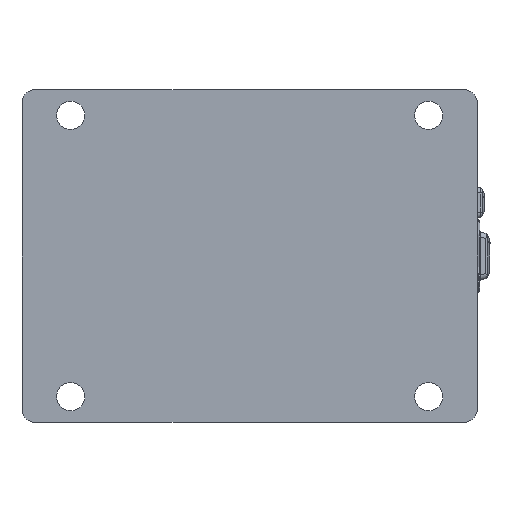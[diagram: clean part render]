
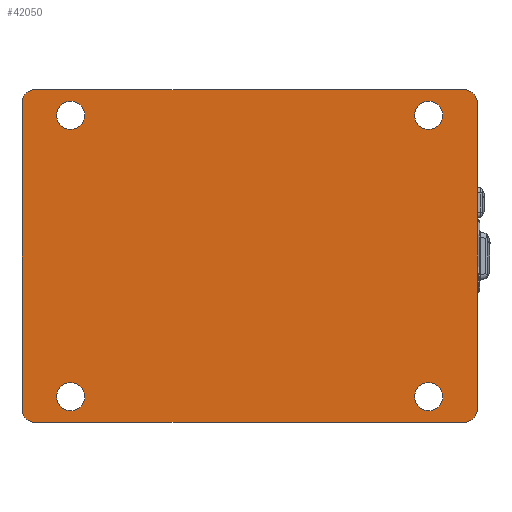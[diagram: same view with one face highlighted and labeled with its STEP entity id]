
A CAD part, front view. The second image highlights one B-rep face of the part: STEP entity #42050.
In plain terms, the highlighted planar face has unit normal (0, -1, 0).
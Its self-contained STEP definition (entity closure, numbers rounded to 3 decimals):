
#459 = ORIENTED_EDGE ( 'NONE', *, *, #60603, .T. ) ;
#574 = ORIENTED_EDGE ( 'NONE', *, *, #60646, .T. ) ;
#754 = DIRECTION ( 'NONE',  ( 0., 0., -1. ) ) ;
#768 = CIRCLE ( 'NONE', #18502, 5. ) ;
#1007 = VERTEX_POINT ( 'NONE', #25876 ) ;
#2184 = CIRCLE ( 'NONE', #48003, 5.5 ) ;
#2463 = CARTESIAN_POINT ( 'NONE',  ( -55., -100., 113.5 ) ) ;
#3577 = DIRECTION ( 'NONE',  ( -1., 0., 0. ) ) ;
#3716 = AXIS2_PLACEMENT_3D ( 'NONE', #12031, #31904, #32234 ) ;
#3756 = VECTOR ( 'NONE', #56756, 1000. ) ;
#4121 = DIRECTION ( 'NONE',  ( 0., -1., 0. ) ) ;
#4994 = VERTEX_POINT ( 'NONE', #38320 ) ;
#5315 = CARTESIAN_POINT ( 'NONE',  ( -55., -100., 119. ) ) ;
#5929 = AXIS2_PLACEMENT_3D ( 'NONE', #29753, #30395, #45703 ) ;
#5938 = CARTESIAN_POINT ( 'NONE',  ( -60., -100., -35.01 ) ) ;
#6267 = CARTESIAN_POINT ( 'NONE',  ( 65., -100., 133.01 ) ) ;
#7083 = VERTEX_POINT ( 'NONE', #43704 ) ;
#7271 = CARTESIAN_POINT ( 'NONE',  ( -55., -100., 124.5 ) ) ;
#7568 = LINE ( 'NONE', #61326, #3756 ) ;
#8015 = AXIS2_PLACEMENT_3D ( 'NONE', #21760, #56598, #31843 ) ;
#8144 = ORIENTED_EDGE ( 'NONE', *, *, #43107, .T. ) ;
#8171 = CARTESIAN_POINT ( 'NONE',  ( -60., -100., 138.01 ) ) ;
#8552 = DIRECTION ( 'NONE',  ( 0., -1., 0. ) ) ;
#8827 = CARTESIAN_POINT ( 'NONE',  ( 65., -100., -35.01 ) ) ;
#9220 = CIRCLE ( 'NONE', #56027, 5.5 ) ;
#10224 = CARTESIAN_POINT ( 'NONE',  ( 60., -100., 133.01 ) ) ;
#12031 = CARTESIAN_POINT ( 'NONE',  ( 0., -100., 0. ) ) ;
#12068 = CIRCLE ( 'NONE', #48485, 5.5 ) ;
#12282 = DIRECTION ( 'NONE',  ( 0., 0., -1. ) ) ;
#12354 = FACE_BOUND ( 'NONE', #36199, .T. ) ;
#12520 = CARTESIAN_POINT ( 'NONE',  ( -65., -100., -35.01 ) ) ;
#12591 = CIRCLE ( 'NONE', #34449, 5. ) ;
#12684 = FACE_OUTER_BOUND ( 'NONE', #35149, .T. ) ;
#13260 = CIRCLE ( 'NONE', #14329, 5.5 ) ;
#14329 = AXIS2_PLACEMENT_3D ( 'NONE', #5315, #20296, #45375 ) ;
#14375 = EDGE_CURVE ( 'NONE', #4994, #7083, #62534, .T. ) ;
#14400 = VECTOR ( 'NONE', #3577, 1000. ) ;
#14897 = EDGE_LOOP ( 'NONE', ( #32894, #29906 ) ) ;
#14914 = EDGE_CURVE ( 'NONE', #1007, #26078, #51767, .T. ) ;
#15104 = VERTEX_POINT ( 'NONE', #53397 ) ;
#15527 = EDGE_LOOP ( 'NONE', ( #30719, #62441 ) ) ;
#15960 = LINE ( 'NONE', #42038, #24030 ) ;
#16483 = CARTESIAN_POINT ( 'NONE',  ( 60., -100., 138.01 ) ) ;
#17025 = CIRCLE ( 'NONE', #61750, 5. ) ;
#17029 = EDGE_CURVE ( 'NONE', #25793, #59521, #52148, .T. ) ;
#18502 = AXIS2_PLACEMENT_3D ( 'NONE', #19439, #4121, #58527 ) ;
#19369 = EDGE_CURVE ( 'NONE', #7083, #4994, #9220, .T. ) ;
#19395 = VERTEX_POINT ( 'NONE', #2463 ) ;
#19439 = CARTESIAN_POINT ( 'NONE',  ( -60., -100., 133.01 ) ) ;
#19873 = VERTEX_POINT ( 'NONE', #42797 ) ;
#20296 = DIRECTION ( 'NONE',  ( 0., -1., 0. ) ) ;
#20941 = DIRECTION ( 'NONE',  ( 0., -1., 0. ) ) ;
#21065 = DIRECTION ( 'NONE',  ( 0., -1., 0. ) ) ;
#21760 = CARTESIAN_POINT ( 'NONE',  ( 60., -100., -35.01 ) ) ;
#22718 = DIRECTION ( 'NONE',  ( 0., 0., -1. ) ) ;
#22789 = DIRECTION ( 'NONE',  ( 0., 0., -1. ) ) ;
#22928 = ORIENTED_EDGE ( 'NONE', *, *, #19369, .F. ) ;
#23534 = CARTESIAN_POINT ( 'NONE',  ( -55., -100., -21. ) ) ;
#24030 = VECTOR ( 'NONE', #61871, 1000. ) ;
#24897 = DIRECTION ( 'NONE',  ( 0., -1., 0. ) ) ;
#25793 = VERTEX_POINT ( 'NONE', #16483 ) ;
#25876 = CARTESIAN_POINT ( 'NONE',  ( 55., -100., 113.5 ) ) ;
#26078 = VERTEX_POINT ( 'NONE', #53275 ) ;
#26956 = DIRECTION ( 'NONE',  ( 0., -1., 0. ) ) ;
#27233 = DIRECTION ( 'NONE',  ( 0., -1., 0. ) ) ;
#27863 = DIRECTION ( 'NONE',  ( 0., 0., -1. ) ) ;
#27927 = CARTESIAN_POINT ( 'NONE',  ( -55., -100., 119. ) ) ;
#28860 = EDGE_CURVE ( 'NONE', #19873, #15104, #7568, .T. ) ;
#28880 = CIRCLE ( 'NONE', #38235, 5.5 ) ;
#29240 = VECTOR ( 'NONE', #22789, 1000. ) ;
#29753 = CARTESIAN_POINT ( 'NONE',  ( 55., -100., 119. ) ) ;
#29906 = ORIENTED_EDGE ( 'NONE', *, *, #14914, .F. ) ;
#30318 = AXIS2_PLACEMENT_3D ( 'NONE', #31826, #26956, #12282 ) ;
#30395 = DIRECTION ( 'NONE',  ( 0., -1., 0. ) ) ;
#30470 = VERTEX_POINT ( 'NONE', #7271 ) ;
#30544 = EDGE_CURVE ( 'NONE', #61196, #42324, #28880, .T. ) ;
#30577 = DIRECTION ( 'NONE',  ( 0., 0., 1. ) ) ;
#30719 = ORIENTED_EDGE ( 'NONE', *, *, #30544, .F. ) ;
#31151 = EDGE_CURVE ( 'NONE', #19395, #30470, #13260, .T. ) ;
#31826 = CARTESIAN_POINT ( 'NONE',  ( 55., -100., -21. ) ) ;
#31843 = DIRECTION ( 'NONE',  ( 0., 0., -1. ) ) ;
#31904 = DIRECTION ( 'NONE',  ( 0., -1., 0. ) ) ;
#32234 = DIRECTION ( 'NONE',  ( 0., 0., -1. ) ) ;
#32554 = FACE_BOUND ( 'NONE', #35127, .T. ) ;
#32562 = CARTESIAN_POINT ( 'NONE',  ( -65., -100., 138.01 ) ) ;
#32760 = VERTEX_POINT ( 'NONE', #59702 ) ;
#32894 = ORIENTED_EDGE ( 'NONE', *, *, #34403, .F. ) ;
#32980 = VERTEX_POINT ( 'NONE', #8827 ) ;
#33395 = CARTESIAN_POINT ( 'NONE',  ( -55., -100., -15.5 ) ) ;
#33882 = ORIENTED_EDGE ( 'NONE', *, *, #45772, .T. ) ;
#34403 = EDGE_CURVE ( 'NONE', #26078, #1007, #2184, .T. ) ;
#34449 = AXIS2_PLACEMENT_3D ( 'NONE', #10224, #24897, #754 ) ;
#35127 = EDGE_LOOP ( 'NONE', ( #54214, #22928 ) ) ;
#35149 = EDGE_LOOP ( 'NONE', ( #459, #57334, #53993, #55965, #574, #33882, #61969, #8144 ) ) ;
#36199 = EDGE_LOOP ( 'NONE', ( #56762, #37093 ) ) ;
#36686 = CARTESIAN_POINT ( 'NONE',  ( 55., -100., -21. ) ) ;
#36807 = PLANE ( 'NONE',  #3716 ) ;
#37093 = ORIENTED_EDGE ( 'NONE', *, *, #31151, .F. ) ;
#37791 = LINE ( 'NONE', #32562, #29240 ) ;
#38235 = AXIS2_PLACEMENT_3D ( 'NONE', #23534, #8552, #30577 ) ;
#38320 = CARTESIAN_POINT ( 'NONE',  ( 55., -100., -15.5 ) ) ;
#38461 = CARTESIAN_POINT ( 'NONE',  ( -65., -100., 138.01 ) ) ;
#39261 = CIRCLE ( 'NONE', #8015, 5. ) ;
#41659 = DIRECTION ( 'NONE',  ( 0., -1., 0. ) ) ;
#41961 = CARTESIAN_POINT ( 'NONE',  ( -55., -100., -26.5 ) ) ;
#42038 = CARTESIAN_POINT ( 'NONE',  ( 65., -100., 138.01 ) ) ;
#42050 = ADVANCED_FACE ( 'NONE', ( #32554, #12354, #12684, #61549, #52426 ), #36807, .T. ) ;
#42324 = VERTEX_POINT ( 'NONE', #41961 ) ;
#42611 = DIRECTION ( 'NONE',  ( 0., -1., 0. ) ) ;
#42797 = CARTESIAN_POINT ( 'NONE',  ( -60., -100., -40.01 ) ) ;
#43107 = EDGE_CURVE ( 'NONE', #15104, #32980, #39261, .T. ) ;
#43704 = CARTESIAN_POINT ( 'NONE',  ( 55., -100., -26.5 ) ) ;
#45375 = DIRECTION ( 'NONE',  ( 0., 0., -1. ) ) ;
#45506 = CARTESIAN_POINT ( 'NONE',  ( 55., -100., 119. ) ) ;
#45703 = DIRECTION ( 'NONE',  ( 0., 0., 1. ) ) ;
#45754 = VERTEX_POINT ( 'NONE', #6267 ) ;
#45772 = EDGE_CURVE ( 'NONE', #58967, #19873, #17025, .T. ) ;
#48003 = AXIS2_PLACEMENT_3D ( 'NONE', #45506, #21065, #52329 ) ;
#48485 = AXIS2_PLACEMENT_3D ( 'NONE', #61496, #41659, #60512 ) ;
#51767 = CIRCLE ( 'NONE', #5929, 5.5 ) ;
#52148 = LINE ( 'NONE', #38461, #14400 ) ;
#52329 = DIRECTION ( 'NONE',  ( 0., 0., 1. ) ) ;
#52426 = FACE_BOUND ( 'NONE', #15527, .T. ) ;
#53275 = CARTESIAN_POINT ( 'NONE',  ( 55., -100., 124.5 ) ) ;
#53397 = CARTESIAN_POINT ( 'NONE',  ( 60., -100., -40.01 ) ) ;
#53571 = EDGE_CURVE ( 'NONE', #42324, #61196, #12068, .T. ) ;
#53993 = ORIENTED_EDGE ( 'NONE', *, *, #17029, .T. ) ;
#54214 = ORIENTED_EDGE ( 'NONE', *, *, #14375, .F. ) ;
#55306 = EDGE_CURVE ( 'NONE', #30470, #19395, #55907, .T. ) ;
#55375 = EDGE_CURVE ( 'NONE', #59521, #32760, #768, .T. ) ;
#55907 = CIRCLE ( 'NONE', #64251, 5.5 ) ;
#55965 = ORIENTED_EDGE ( 'NONE', *, *, #55375, .T. ) ;
#56027 = AXIS2_PLACEMENT_3D ( 'NONE', #36686, #27233, #27863 ) ;
#56598 = DIRECTION ( 'NONE',  ( 0., -1., 0. ) ) ;
#56756 = DIRECTION ( 'NONE',  ( 1., 0., 0. ) ) ;
#56762 = ORIENTED_EDGE ( 'NONE', *, *, #55306, .F. ) ;
#57334 = ORIENTED_EDGE ( 'NONE', *, *, #61218, .T. ) ;
#58527 = DIRECTION ( 'NONE',  ( 0., 0., -1. ) ) ;
#58967 = VERTEX_POINT ( 'NONE', #12520 ) ;
#59521 = VERTEX_POINT ( 'NONE', #8171 ) ;
#59702 = CARTESIAN_POINT ( 'NONE',  ( -65., -100., 133.01 ) ) ;
#60512 = DIRECTION ( 'NONE',  ( 0., 0., 1. ) ) ;
#60603 = EDGE_CURVE ( 'NONE', #32980, #45754, #15960, .T. ) ;
#60646 = EDGE_CURVE ( 'NONE', #32760, #58967, #37791, .T. ) ;
#61196 = VERTEX_POINT ( 'NONE', #33395 ) ;
#61218 = EDGE_CURVE ( 'NONE', #45754, #25793, #12591, .T. ) ;
#61319 = DIRECTION ( 'NONE',  ( 0., 0., -1. ) ) ;
#61326 = CARTESIAN_POINT ( 'NONE',  ( -65., -100., -40.01 ) ) ;
#61496 = CARTESIAN_POINT ( 'NONE',  ( -55., -100., -21. ) ) ;
#61549 = FACE_BOUND ( 'NONE', #14897, .T. ) ;
#61750 = AXIS2_PLACEMENT_3D ( 'NONE', #5938, #20941, #61319 ) ;
#61871 = DIRECTION ( 'NONE',  ( 0., 0., 1. ) ) ;
#61969 = ORIENTED_EDGE ( 'NONE', *, *, #28860, .T. ) ;
#62441 = ORIENTED_EDGE ( 'NONE', *, *, #53571, .F. ) ;
#62534 = CIRCLE ( 'NONE', #30318, 5.5 ) ;
#64251 = AXIS2_PLACEMENT_3D ( 'NONE', #27927, #42611, #22718 ) ;
